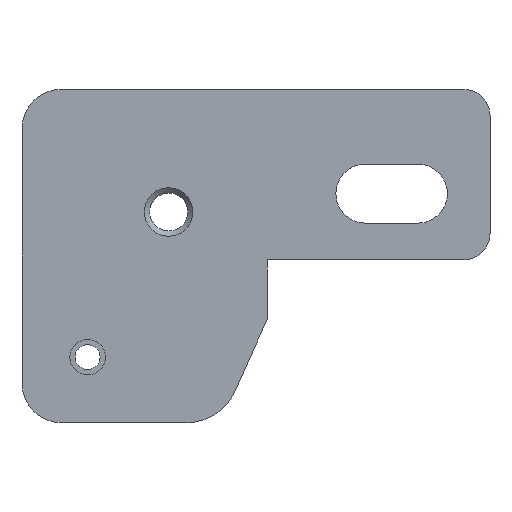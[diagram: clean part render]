
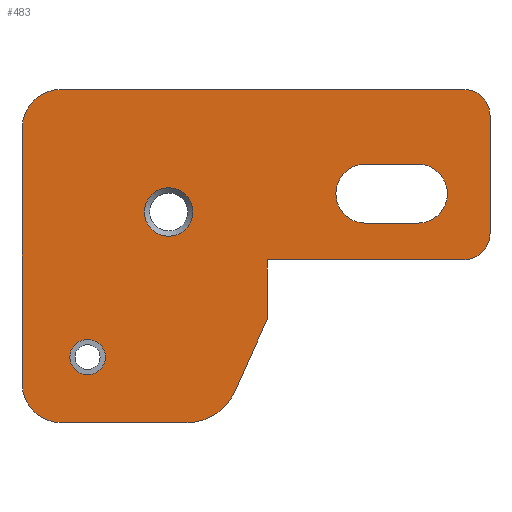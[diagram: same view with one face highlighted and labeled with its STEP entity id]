
A CAD part, left-side view. The second image highlights one B-rep face of the part: STEP entity #483.
In plain terms, the highlighted planar face has unit normal (-1, 0, 0).
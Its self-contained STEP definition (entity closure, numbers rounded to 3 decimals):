
#20=FACE_BOUND('',#89,.T.);
#21=FACE_BOUND('',#90,.T.);
#22=FACE_BOUND('',#91,.T.);
#35=PLANE('',#544);
#60=FACE_OUTER_BOUND('',#88,.T.);
#88=EDGE_LOOP('',(#431,#432,#433,#434,#435,#436,#437,#438,#439,#440,#441,
#442));
#89=EDGE_LOOP('',(#443));
#90=EDGE_LOOP('',(#444));
#91=EDGE_LOOP('',(#445,#446,#447,#448));
#96=LINE('',#701,#141);
#101=LINE('',#723,#146);
#105=LINE('',#731,#150);
#111=LINE('',#745,#156);
#117=LINE('',#769,#162);
#122=LINE('',#783,#167);
#126=LINE('',#794,#171);
#132=LINE('',#810,#177);
#136=LINE('',#821,#181);
#141=VECTOR('',#559,10.);
#146=VECTOR('',#580,10.);
#150=VECTOR('',#586,10.);
#156=VECTOR('',#600,10.);
#162=VECTOR('',#628,10.);
#167=VECTOR('',#641,10.);
#171=VECTOR('',#653,10.);
#177=VECTOR('',#667,10.);
#181=VECTOR('',#683,10.);
#182=CIRCLE('',#499,3.);
#188=CIRCLE('',#508,3.);
#190=CIRCLE('',#513,4.);
#192=CIRCLE('',#518,1.85);
#194=CIRCLE('',#521,1.35);
#196=CIRCLE('',#527,2.25);
#198=CIRCLE('',#531,2.25);
#200=CIRCLE('',#535,2.);
#203=CIRCLE('',#540,2.);
#204=VERTEX_POINT('',#688);
#205=VERTEX_POINT('',#689);
#209=VERTEX_POINT('',#699);
#216=VERTEX_POINT('',#717);
#217=VERTEX_POINT('',#721);
#218=VERTEX_POINT('',#722);
#221=VERTEX_POINT('',#730);
#223=VERTEX_POINT('',#736);
#227=VERTEX_POINT('',#751);
#229=VERTEX_POINT('',#757);
#231=VERTEX_POINT('',#767);
#232=VERTEX_POINT('',#768);
#235=VERTEX_POINT('',#776);
#237=VERTEX_POINT('',#782);
#239=VERTEX_POINT('',#791);
#241=VERTEX_POINT('',#797);
#242=VERTEX_POINT('',#798);
#246=VERTEX_POINT('',#807);
#248=EDGE_CURVE('',#204,#205,#182,.T.);
#254=EDGE_CURVE('',#209,#204,#96,.T.);
#263=EDGE_CURVE('',#216,#209,#188,.T.);
#264=EDGE_CURVE('',#217,#218,#101,.T.);
#268=EDGE_CURVE('',#217,#221,#105,.T.);
#273=EDGE_CURVE('',#221,#223,#190,.T.);
#276=EDGE_CURVE('',#216,#223,#111,.F.);
#279=EDGE_CURVE('',#227,#227,#192,.T.);
#282=EDGE_CURVE('',#229,#229,#194,.T.);
#287=EDGE_CURVE('',#231,#232,#117,.T.);
#291=EDGE_CURVE('',#232,#235,#196,.T.);
#294=EDGE_CURVE('',#235,#237,#122,.T.);
#297=EDGE_CURVE('',#237,#231,#198,.T.);
#300=EDGE_CURVE('',#218,#239,#126,.T.);
#302=EDGE_CURVE('',#241,#242,#200,.T.);
#308=EDGE_CURVE('',#242,#246,#132,.T.);
#310=EDGE_CURVE('',#246,#239,#203,.T.);
#314=EDGE_CURVE('',#205,#241,#136,.T.);
#431=ORIENTED_EDGE('',*,*,#248,.F.);
#432=ORIENTED_EDGE('',*,*,#254,.F.);
#433=ORIENTED_EDGE('',*,*,#263,.F.);
#434=ORIENTED_EDGE('',*,*,#276,.T.);
#435=ORIENTED_EDGE('',*,*,#273,.F.);
#436=ORIENTED_EDGE('',*,*,#268,.F.);
#437=ORIENTED_EDGE('',*,*,#264,.T.);
#438=ORIENTED_EDGE('',*,*,#300,.T.);
#439=ORIENTED_EDGE('',*,*,#310,.F.);
#440=ORIENTED_EDGE('',*,*,#308,.F.);
#441=ORIENTED_EDGE('',*,*,#302,.F.);
#442=ORIENTED_EDGE('',*,*,#314,.F.);
#443=ORIENTED_EDGE('',*,*,#282,.F.);
#444=ORIENTED_EDGE('',*,*,#279,.F.);
#445=ORIENTED_EDGE('',*,*,#294,.T.);
#446=ORIENTED_EDGE('',*,*,#297,.T.);
#447=ORIENTED_EDGE('',*,*,#287,.T.);
#448=ORIENTED_EDGE('',*,*,#291,.T.);
#483=ADVANCED_FACE('',(#60,#20,#21,#22),#35,.T.);
#499=AXIS2_PLACEMENT_3D('',#690,#549,#550);
#508=AXIS2_PLACEMENT_3D('',#719,#576,#577);
#513=AXIS2_PLACEMENT_3D('',#740,#594,#595);
#518=AXIS2_PLACEMENT_3D('',#752,#608,#609);
#521=AXIS2_PLACEMENT_3D('',#758,#615,#616);
#527=AXIS2_PLACEMENT_3D('',#777,#634,#635);
#531=AXIS2_PLACEMENT_3D('',#788,#646,#647);
#535=AXIS2_PLACEMENT_3D('',#799,#657,#658);
#540=AXIS2_PLACEMENT_3D('',#813,#672,#673);
#544=AXIS2_PLACEMENT_3D('',#822,#684,#685);
#549=DIRECTION('center_axis',(1.,0.,0.));
#550=DIRECTION('ref_axis',(0.,0.707,0.707));
#559=DIRECTION('',(0.,0.,1.));
#576=DIRECTION('center_axis',(1.,0.,0.));
#577=DIRECTION('ref_axis',(0.,0.707,-0.707));
#580=DIRECTION('',(0.,0.,1.));
#586=DIRECTION('',(0.,0.409,-0.913));
#594=DIRECTION('center_axis',(1.,0.,0.));
#595=DIRECTION('ref_axis',(0.,-0.544,-0.839));
#600=DIRECTION('',(0.,1.,0.));
#608=DIRECTION('center_axis',(-1.,0.,0.));
#609=DIRECTION('ref_axis',(0.,-1.,0.));
#615=DIRECTION('center_axis',(-1.,0.,0.));
#616=DIRECTION('ref_axis',(0.,-1.,0.));
#628=DIRECTION('',(0.,1.,0.));
#634=DIRECTION('center_axis',(1.,0.,0.));
#635=DIRECTION('ref_axis',(0.,0.,
1.));
#641=DIRECTION('',(0.,-1.,0.));
#646=DIRECTION('center_axis',(1.,0.,0.));
#647=DIRECTION('ref_axis',(0.,0.,-1.));
#653=DIRECTION('',(0.,-1.,0.));
#657=DIRECTION('center_axis',(1.,0.,0.));
#658=DIRECTION('ref_axis',(0.,-0.707,0.707));
#667=DIRECTION('',(0.,0.,-1.));
#672=DIRECTION('center_axis',(1.,0.,0.));
#673=DIRECTION('ref_axis',(0.,-0.707,-0.707));
#683=DIRECTION('',(0.,-1.,0.));
#684=DIRECTION('center_axis',(-1.,0.,0.));
#685=DIRECTION('ref_axis',(0.,0.,1.));
#688=CARTESIAN_POINT('',(-3.223,46.304,24.2));
#689=CARTESIAN_POINT('',(-3.223,43.304,27.2));
#690=CARTESIAN_POINT('Origin',(-3.223,43.304,24.2));
#699=CARTESIAN_POINT('',(-3.223,46.304,4.791));
#701=CARTESIAN_POINT('',(-3.223,46.304,9.738));
#717=CARTESIAN_POINT('',(-3.223,43.304,1.791));
#719=CARTESIAN_POINT('Origin',(-3.223,43.304,4.791));
#721=CARTESIAN_POINT('',(-3.223,27.625,9.635));
#722=CARTESIAN_POINT('',(-3.223,27.625,14.2));
#723=CARTESIAN_POINT('',(-3.223,27.625,11.853));
#730=CARTESIAN_POINT('',(-3.223,30.077,4.157));
#731=CARTESIAN_POINT('',(-3.223,25.641,14.068));
#736=CARTESIAN_POINT('',(-3.223,33.728,1.791));
#740=CARTESIAN_POINT('Origin',(-3.223,33.728,5.791));
#745=CARTESIAN_POINT('',(-3.223,33.635,1.791));
#751=CARTESIAN_POINT('',(-3.223,36.975,17.85));
#752=CARTESIAN_POINT('Origin',(-3.223,35.125,17.85));
#757=CARTESIAN_POINT('',(-3.223,42.654,6.791));
#758=CARTESIAN_POINT('Origin',(-3.223,41.304,6.791));
#767=CARTESIAN_POINT('',(-3.223,16.125,17.));
#768=CARTESIAN_POINT('',(-3.223,20.125,17.));
#769=CARTESIAN_POINT('',(-3.223,16.625,17.));
#776=CARTESIAN_POINT('',(-3.223,20.125,21.5));
#777=CARTESIAN_POINT('Origin',(-3.223,20.125,19.25));
#782=CARTESIAN_POINT('',(-3.223,16.125,21.5));
#783=CARTESIAN_POINT('',(-3.223,18.625,21.5));
#788=CARTESIAN_POINT('Origin',(-3.223,16.125,19.25));
#791=CARTESIAN_POINT('',(-3.223,12.625,14.2));
#794=CARTESIAN_POINT('',(-3.223,14.875,14.2));
#797=CARTESIAN_POINT('',(-3.223,12.625,27.2));
#798=CARTESIAN_POINT('',(-3.223,10.625,25.2));
#799=CARTESIAN_POINT('Origin',(-3.223,12.625,25.2));
#807=CARTESIAN_POINT('',(-3.223,10.625,16.2));
#810=CARTESIAN_POINT('',(-3.223,10.625,19.853));
#813=CARTESIAN_POINT('Origin',(-3.223,12.625,16.2));
#821=CARTESIAN_POINT('',(-3.223,24.875,27.2));
#822=CARTESIAN_POINT('Origin',(-3.223,17.125,7.507));
